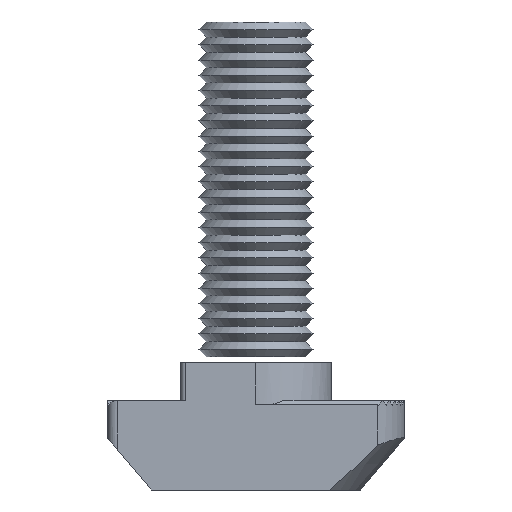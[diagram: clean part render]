
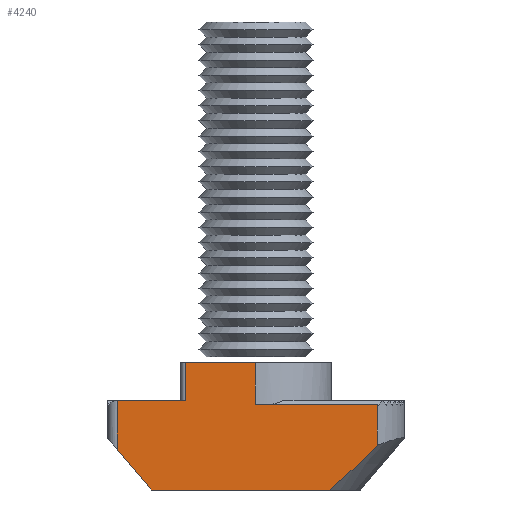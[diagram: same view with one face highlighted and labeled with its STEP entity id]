
A CAD part, front view. The second image highlights one B-rep face of the part: STEP entity #4240.
In plain terms, the highlighted planar face has unit normal (0, -1, 0).
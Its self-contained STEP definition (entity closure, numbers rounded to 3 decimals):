
#14 = DIRECTION ( 'NONE',  ( -1., 0., 0. ) ) ;
#18 = DIRECTION ( 'NONE',  ( 0., 1., 0. ) ) ;
#23 = PLANE ( 'NONE',  #984 ) ;
#25 = CARTESIAN_POINT ( 'NONE',  ( 6.371, -3.9, 4.7 ) ) ;
#984 = AXIS2_PLACEMENT_3D ( 'NONE', #25, #18, #14 ) ;
#1098 = B_SPLINE_CURVE_WITH_KNOTS ( 'NONE', 3,
 ( #3274, #3273, #3248, #3247, #3246, #3244 ),
 .UNSPECIFIED., .F., .F.,
 ( 4, 2, 4 ),
 ( 0.009, 0.011, 0.013 ),
 .UNSPECIFIED. ) ;
#1221 = EDGE_LOOP ( 'NONE', ( #4551, #4556, #4557, #4565, #4584, #4593, #4594, #4606, #4612, #4619, #4637 ) ) ;
#1320 = VERTEX_POINT ( 'NONE', #2366 ) ;
#1326 = VERTEX_POINT ( 'NONE', #2360 ) ;
#1338 = VERTEX_POINT ( 'NONE', #2365 ) ;
#1350 = VERTEX_POINT ( 'NONE', #2341 ) ;
#1356 = VERTEX_POINT ( 'NONE', #2332 ) ;
#1380 = VERTEX_POINT ( 'NONE', #2307 ) ;
#1392 = VERTEX_POINT ( 'NONE', #2293 ) ;
#1542 = VERTEX_POINT ( 'NONE', #2101 ) ;
#1548 = VERTEX_POINT ( 'NONE', #2092 ) ;
#1554 = VERTEX_POINT ( 'NONE', #2088 ) ;
#1596 = VERTEX_POINT ( 'NONE', #2435 ) ;
#1724 = EDGE_CURVE ( 'NONE', #1338, #1320, #3736, .T. ) ;
#2088 = CARTESIAN_POINT ( 'NONE',  ( -7.3, -3.9, 4.7 ) ) ;
#2092 = CARTESIAN_POINT ( 'NONE',  ( -3.7, -3.9, 6.7 ) ) ;
#2101 = CARTESIAN_POINT ( 'NONE',  ( 6.371, -3.9, 2.347 ) ) ;
#2265 = DIRECTION ( 'NONE',  ( 1., 0., 0. ) ) ;
#2275 = CARTESIAN_POINT ( 'NONE',  ( 6.371, -3.9, 4.7 ) ) ;
#2293 = CARTESIAN_POINT ( 'NONE',  ( -5.5, -3.9, 0. ) ) ;
#2307 = CARTESIAN_POINT ( 'NONE',  ( 3.878, -3.9, 0. ) ) ;
#2332 = CARTESIAN_POINT ( 'NONE',  ( 6.371, -3.9, 4.5 ) ) ;
#2341 = CARTESIAN_POINT ( 'NONE',  ( -0.05, -3.9, 6.7 ) ) ;
#2360 = CARTESIAN_POINT ( 'NONE',  ( -0.05, -3.9, 4.5 ) ) ;
#2365 = CARTESIAN_POINT ( 'NONE',  ( -3.95, -3.9, 4.7 ) ) ;
#2366 = CARTESIAN_POINT ( 'NONE',  ( -3.7, -3.9, 4.7 ) ) ;
#2435 = CARTESIAN_POINT ( 'NONE',  ( -7.3, -3.9, 2.145 ) ) ;
#2660 = VECTOR ( 'NONE', #3241, 1000. ) ;
#2661 = LINE ( 'NONE', #3243, #2660 ) ;
#2662 = VECTOR ( 'NONE', #3250, 1000. ) ;
#2664 = VECTOR ( 'NONE', #3254, 1000. ) ;
#2665 = LINE ( 'NONE', #3252, #2662 ) ;
#2666 = VECTOR ( 'NONE', #3256, 1000. ) ;
#2667 = LINE ( 'NONE', #3255, #2664 ) ;
#2668 = VECTOR ( 'NONE', #3261, 1000. ) ;
#2669 = LINE ( 'NONE', #3259, #2666 ) ;
#2670 = VECTOR ( 'NONE', #3264, 1000. ) ;
#2671 = LINE ( 'NONE', #3262, #2668 ) ;
#2672 = VECTOR ( 'NONE', #3267, 1000. ) ;
#2673 = LINE ( 'NONE', #3266, #2670 ) ;
#2674 = VECTOR ( 'NONE', #3278, 1000. ) ;
#2675 = LINE ( 'NONE', #3269, #2672 ) ;
#2676 = LINE ( 'NONE', #3280, #2674 ) ;
#2685 = VECTOR ( 'NONE', #3303, 1000. ) ;
#2691 = LINE ( 'NONE', #3314, #2685 ) ;
#2807 = FACE_OUTER_BOUND ( 'NONE', #1221, .T. ) ;
#3241 = DIRECTION ( 'NONE',  ( 0., 0., -1. ) ) ;
#3243 = CARTESIAN_POINT ( 'NONE',  ( 6.371, -3.9, 4.7 ) ) ;
#3244 = CARTESIAN_POINT ( 'NONE',  ( 6.371, -3.9, 2.347 ) ) ;
#3246 = CARTESIAN_POINT ( 'NONE',  ( 5.971, -3.9, 1.941 ) ) ;
#3247 = CARTESIAN_POINT ( 'NONE',  ( 5.566, -3.9, 1.539 ) ) ;
#3248 = CARTESIAN_POINT ( 'NONE',  ( 4.739, -3.9, 0.753 ) ) ;
#3250 = DIRECTION ( 'NONE',  ( 0.643, 0., -0.766 ) ) ;
#3252 = CARTESIAN_POINT ( 'NONE',  ( -2.91, -3.9, -3.087 ) ) ;
#3254 = DIRECTION ( 'NONE',  ( 0., 0., -1. ) ) ;
#3255 = CARTESIAN_POINT ( 'NONE',  ( -7.3, -3.9, 4.7 ) ) ;
#3256 = DIRECTION ( 'NONE',  ( 1., 0., 0. ) ) ;
#3259 = CARTESIAN_POINT ( 'NONE',  ( 6.371, -3.9, 4.7 ) ) ;
#3261 = DIRECTION ( 'NONE',  ( 0., 0., -1. ) ) ;
#3262 = CARTESIAN_POINT ( 'NONE',  ( -3.7, -3.9, 6.7 ) ) ;
#3264 = DIRECTION ( 'NONE',  ( 1., 0., 0. ) ) ;
#3266 = CARTESIAN_POINT ( 'NONE',  ( -0.05, -3.9, 6.7 ) ) ;
#3267 = DIRECTION ( 'NONE',  ( 0., 0., -1. ) ) ;
#3269 = CARTESIAN_POINT ( 'NONE',  ( -0.05, -3.9, 6.7 ) ) ;
#3273 = CARTESIAN_POINT ( 'NONE',  ( 4.317, -3.9, 0.369 ) ) ;
#3274 = CARTESIAN_POINT ( 'NONE',  ( 3.878, -3.9, 0. ) ) ;
#3278 = DIRECTION ( 'NONE',  ( -1., 0., 0. ) ) ;
#3280 = CARTESIAN_POINT ( 'NONE',  ( 6.371, -3.9, 4.5 ) ) ;
#3303 = DIRECTION ( 'NONE',  ( 1., 0., 0. ) ) ;
#3314 = CARTESIAN_POINT ( 'NONE',  ( 6.371, -3.9, 0. ) ) ;
#3736 = LINE ( 'NONE', #2275, #3949 ) ;
#3949 = VECTOR ( 'NONE', #2265, 1000. ) ;
#4240 = ADVANCED_FACE ( 'NONE', ( #2807 ), #23, .F. ) ;
#4322 = EDGE_CURVE ( 'NONE', #1392, #1380, #2691, .T. ) ;
#4331 = EDGE_CURVE ( 'NONE', #1356, #1326, #2676, .T. ) ;
#4332 = EDGE_CURVE ( 'NONE', #1350, #1326, #2675, .T. ) ;
#4333 = EDGE_CURVE ( 'NONE', #1548, #1350, #2673, .T. ) ;
#4334 = EDGE_CURVE ( 'NONE', #1548, #1320, #2671, .T. ) ;
#4335 = EDGE_CURVE ( 'NONE', #1554, #1338, #2669, .T. ) ;
#4336 = EDGE_CURVE ( 'NONE', #1554, #1596, #2667, .T. ) ;
#4337 = EDGE_CURVE ( 'NONE', #1596, #1392, #2665, .T. ) ;
#4338 = EDGE_CURVE ( 'NONE', #1380, #1542, #1098, .T. ) ;
#4339 = EDGE_CURVE ( 'NONE', #1356, #1542, #2661, .T. ) ;
#4551 = ORIENTED_EDGE ( 'NONE', *, *, #4331, .T. ) ;
#4556 = ORIENTED_EDGE ( 'NONE', *, *, #4332, .F. ) ;
#4557 = ORIENTED_EDGE ( 'NONE', *, *, #4333, .F. ) ;
#4565 = ORIENTED_EDGE ( 'NONE', *, *, #4334, .T. ) ;
#4584 = ORIENTED_EDGE ( 'NONE', *, *, #1724, .F. ) ;
#4593 = ORIENTED_EDGE ( 'NONE', *, *, #4335, .F. ) ;
#4594 = ORIENTED_EDGE ( 'NONE', *, *, #4336, .T. ) ;
#4606 = ORIENTED_EDGE ( 'NONE', *, *, #4337, .T. ) ;
#4612 = ORIENTED_EDGE ( 'NONE', *, *, #4322, .T. ) ;
#4619 = ORIENTED_EDGE ( 'NONE', *, *, #4338, .T. ) ;
#4637 = ORIENTED_EDGE ( 'NONE', *, *, #4339, .F. ) ;
